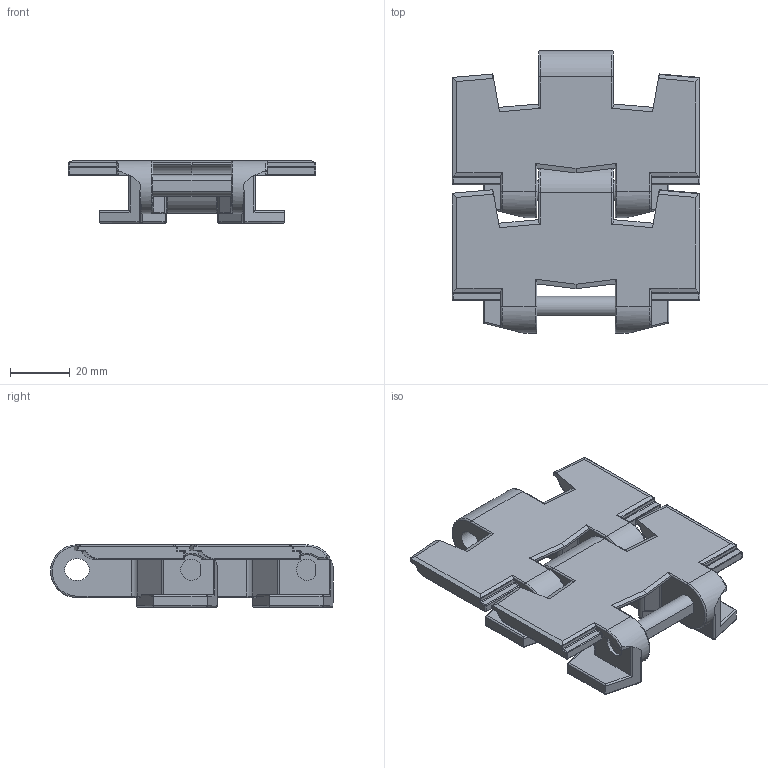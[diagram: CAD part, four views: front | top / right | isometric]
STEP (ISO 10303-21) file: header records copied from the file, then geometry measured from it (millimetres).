
FILE_DESCRIPTION(/* description */ ('Art.Nr. 11390'),/* implementation_level */ '2;1');
FILE_NAME(/* name */ '290727-6.step',/* time_stamp */ '2021-09-06T08:50:15+02:00',/* author */ ('MuellerJ'),/* organization */ (''),/* preprocessor_version */ 'ST-DEVELOPER v18.1',/* originating_system */ 'Autodesk Inventor 2021',/* authorisation */ '');
FILE_SCHEMA (('AUTOMOTIVE_DESIGN { 1 0 10303 214 3 1 1 }'));
Length unit declared in the file: millimetre
Products named in the file (1): leer
Bounding box: 82.5 x 94.3 x 20.8 mm (x, y, z)
Volume: 52170.9 mm3; surface area: 25474 mm2
Topology: 2 solids, 2 shells, 850 faces, 2198 edges, 1378 vertices
Faces by surface type: plane 406, cylinder 222, bspline 146, torus 44, sphere 32
Entity records: 28541 total; most frequent: CARTESIAN_POINT 8469, ORIENTED_EDGE 4376, DIRECTION 3832, EDGE_CURVE 2188, VERTEX_POINT 1378, LINE 1374, VECTOR 1374, AXIS2_PLACEMENT_3D 1229
